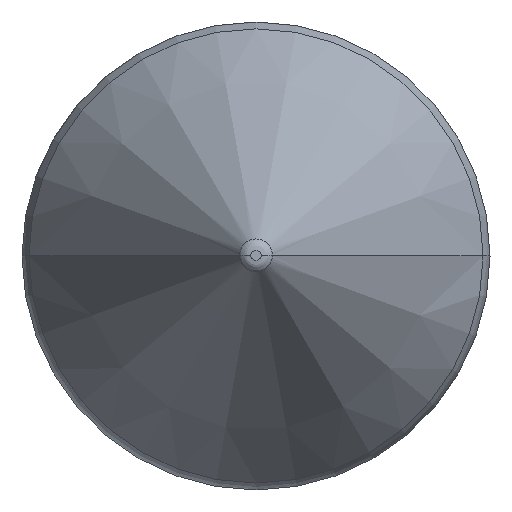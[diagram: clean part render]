
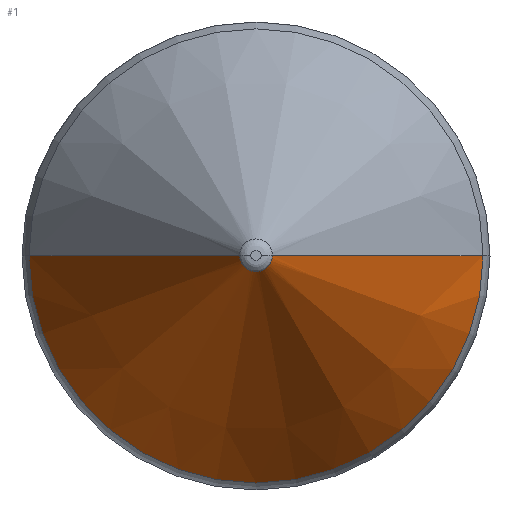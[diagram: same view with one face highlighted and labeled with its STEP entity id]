
A CAD part, top view. The second image highlights one B-rep face of the part: STEP entity #1.
In plain terms, the highlighted conical face has half-angle 30 degrees and reference radius 0.253 mm.
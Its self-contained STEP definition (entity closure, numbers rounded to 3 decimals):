
#1 = ADVANCED_FACE ( 'NONE', ( #229 ), #268, .T. ) ;
#2 = EDGE_CURVE ( 'NONE', #133, #119, #181, .T. ) ;
#3 = EDGE_LOOP ( 'NONE', ( #107, #4, #65, #68 ) ) ;
#4 = ORIENTED_EDGE ( 'NONE', *, *, #2, .F. ) ;
#10 = EDGE_CURVE ( 'NONE', #116, #84, #264, .T. ) ;
#58 = EDGE_CURVE ( 'NONE', #133, #116, #162, .T. ) ;
#65 = ORIENTED_EDGE ( 'NONE', *, *, #58, .T. ) ;
#68 = ORIENTED_EDGE ( 'NONE', *, *, #10, .T. ) ;
#84 = VERTEX_POINT ( 'NONE', #308 ) ;
#107 = ORIENTED_EDGE ( 'NONE', *, *, #118, .F. ) ;
#116 = VERTEX_POINT ( 'NONE', #425 ) ;
#118 = EDGE_CURVE ( 'NONE', #119, #84, #431, .T. ) ;
#119 = VERTEX_POINT ( 'NONE', #430 ) ;
#133 = VERTEX_POINT ( 'NONE', #449 ) ;
#162 = LINE ( 'NONE', #256, #255 ) ;
#180 = CARTESIAN_POINT ( 'NONE',  ( 0., 0., 39.9 ) ) ;
#181 = CIRCLE ( 'NONE', #260, 0.253 ) ;
#203 = AXIS2_PLACEMENT_3D ( 'NONE', #263, #262, #211 ) ;
#204 = DIRECTION ( 'NONE',  ( 1., 0., 0. ) ) ;
#205 = DIRECTION ( 'NONE',  ( 0., 0., 1. ) ) ;
#211 = DIRECTION ( 'NONE',  ( 1., 0., 0. ) ) ;
#229 = FACE_OUTER_BOUND ( 'NONE', #3, .T. ) ;
#238 = AXIS2_PLACEMENT_3D ( 'NONE', #241, #266, #259 ) ;
#241 = CARTESIAN_POINT ( 'NONE',  ( 0., 0., 39.9 ) ) ;
#254 = DIRECTION ( 'NONE',  ( -0.5, 0., -0.866 ) ) ;
#255 = VECTOR ( 'NONE', #254, 1000. ) ;
#256 = CARTESIAN_POINT ( 'NONE',  ( -0.253, 0., 39.9 ) ) ;
#259 = DIRECTION ( 'NONE',  ( -1., 0., 0. ) ) ;
#260 = AXIS2_PLACEMENT_3D ( 'NONE', #180, #205, #204 ) ;
#262 = DIRECTION ( 'NONE',  ( 0., 0., 1. ) ) ;
#263 = CARTESIAN_POINT ( 'NONE',  ( 0., 0., 34.25 ) ) ;
#264 = CIRCLE ( 'NONE', #203, 3.515 ) ;
#266 = DIRECTION ( 'NONE',  ( 0., 0., -1. ) ) ;
#268 = CONICAL_SURFACE ( 'NONE', #238, 0.253, 0.524 ) ;
#308 = CARTESIAN_POINT ( 'NONE',  ( 3.515, 0., 34.25 ) ) ;
#425 = CARTESIAN_POINT ( 'NONE',  ( -3.515, 0., 34.25 ) ) ;
#427 = DIRECTION ( 'NONE',  ( 0.5, 0., -0.866 ) ) ;
#428 = VECTOR ( 'NONE', #427, 1000. ) ;
#429 = CARTESIAN_POINT ( 'NONE',  ( 0.253, 0., 39.9 ) ) ;
#430 = CARTESIAN_POINT ( 'NONE',  ( 0.253, 0., 39.9 ) ) ;
#431 = LINE ( 'NONE', #429, #428 ) ;
#449 = CARTESIAN_POINT ( 'NONE',  ( -0.253, 0., 39.9 ) ) ;
